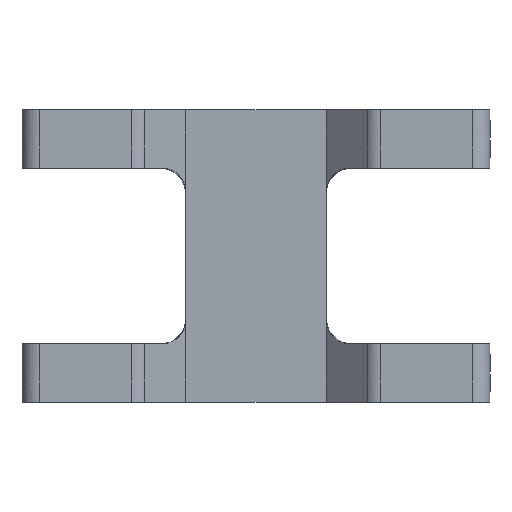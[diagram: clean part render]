
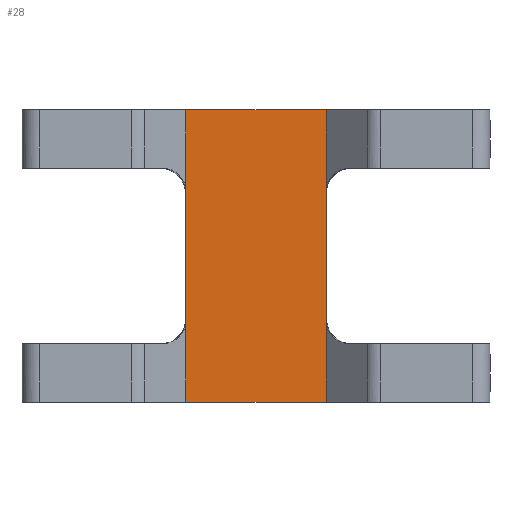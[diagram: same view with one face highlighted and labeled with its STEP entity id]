
A CAD part, top view. The second image highlights one B-rep face of the part: STEP entity #28.
In plain terms, the highlighted planar face has unit normal (0, 0, 1).
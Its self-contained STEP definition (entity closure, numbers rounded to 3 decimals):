
#28=ADVANCED_FACE('',(#110),#1162,.T.);
#110=FACE_OUTER_BOUND('',#179,.T.);
#179=EDGE_LOOP('',(#327,#328,#329,#330,#331,#332,#333,#334));
#327=ORIENTED_EDGE('',*,*,#649,.F.);
#328=ORIENTED_EDGE('',*,*,#650,.F.);
#329=ORIENTED_EDGE('',*,*,#651,.F.);
#330=ORIENTED_EDGE('',*,*,#652,.F.);
#331=ORIENTED_EDGE('',*,*,#653,.F.);
#332=ORIENTED_EDGE('',*,*,#654,.F.);
#333=ORIENTED_EDGE('',*,*,#655,.F.);
#334=ORIENTED_EDGE('',*,*,#656,.F.);
#649=EDGE_CURVE('',#1045,#1044,#932,.T.);
#650=EDGE_CURVE('',#1046,#1045,#933,.T.);
#651=EDGE_CURVE('',#1047,#1046,#934,.T.);
#652=EDGE_CURVE('',#1048,#1047,#935,.T.);
#653=EDGE_CURVE('',#1049,#1048,#936,.T.);
#654=EDGE_CURVE('',#1050,#1049,#937,.T.);
#655=EDGE_CURVE('',#1051,#1050,#938,.T.);
#656=EDGE_CURVE('',#1044,#1051,#939,.T.);
#932=B_SPLINE_CURVE_WITH_KNOTS('',1,(#1835,#1836),.UNSPECIFIED.,.F.,.F.,
(2,2),(-3.2,-0.8),.UNSPECIFIED.);
#933=B_SPLINE_CURVE_WITH_KNOTS('',1,(#1837,#1838),.UNSPECIFIED.,.F.,.F.,
(2,2),(0.35,1.75),.UNSPECIFIED.);
#934=B_SPLINE_CURVE_WITH_KNOTS('',1,(#1839,#1840),.UNSPECIFIED.,.F.,.F.,
(2,2),(-1.85,0.35),.UNSPECIFIED.);
#935=B_SPLINE_CURVE_WITH_KNOTS('',1,(#1841,#1842),.UNSPECIFIED.,.F.,.F.,
(2,2),(-3.25,-1.85),.UNSPECIFIED.);
#936=B_SPLINE_CURVE_WITH_KNOTS('',1,(#1843,#1844),.UNSPECIFIED.,.F.,.F.,
(2,2),(-3.2,-0.8),.UNSPECIFIED.);
#937=B_SPLINE_CURVE_WITH_KNOTS('',1,(#1845,#1846),.UNSPECIFIED.,.F.,.F.,
(2,2),(-1.4,0.),.UNSPECIFIED.);
#938=B_SPLINE_CURVE_WITH_KNOTS('',1,(#1847,#1848),.UNSPECIFIED.,.F.,.F.,
(2,2),(-1.85,0.35),.UNSPECIFIED.);
#939=B_SPLINE_CURVE_WITH_KNOTS('',1,(#1849,#1850),.UNSPECIFIED.,.F.,.F.,
(2,2),(-3.25,-1.85),.UNSPECIFIED.);
#1044=VERTEX_POINT('',#1666);
#1045=VERTEX_POINT('',#1667);
#1046=VERTEX_POINT('',#1668);
#1047=VERTEX_POINT('',#1669);
#1048=VERTEX_POINT('',#1670);
#1049=VERTEX_POINT('',#1671);
#1050=VERTEX_POINT('',#1672);
#1051=VERTEX_POINT('',#1673);
#1162=PLANE('',#1204);
#1204=AXIS2_PLACEMENT_3D('',#1342,#1229,$);
#1229=DIRECTION('',(0.,0.,1.));
#1342=CARTESIAN_POINT('',(-12.01,-25.01,7.));
#1666=CARTESIAN_POINT('',(-12.,-25.,7.));
#1667=CARTESIAN_POINT('',(12.,-25.,7.));
#1668=CARTESIAN_POINT('',(12.,-11.,7.));
#1669=CARTESIAN_POINT('',(12.,11.,7.));
#1670=CARTESIAN_POINT('',(12.,25.,7.));
#1671=CARTESIAN_POINT('',(-12.,25.,7.));
#1672=CARTESIAN_POINT('',(-12.,11.,7.));
#1673=CARTESIAN_POINT('',(-12.,-11.,7.));
#1835=CARTESIAN_POINT('',(12.,-25.,7.));
#1836=CARTESIAN_POINT('',(-12.,-25.,7.));
#1837=CARTESIAN_POINT('',(12.,-11.,7.));
#1838=CARTESIAN_POINT('',(12.,-25.,7.));
#1839=CARTESIAN_POINT('',(12.,11.,7.));
#1840=CARTESIAN_POINT('',(12.,-11.,7.));
#1841=CARTESIAN_POINT('',(12.,25.,7.));
#1842=CARTESIAN_POINT('',(12.,11.,7.));
#1843=CARTESIAN_POINT('',(-12.,25.,7.));
#1844=CARTESIAN_POINT('',(12.,25.,7.));
#1845=CARTESIAN_POINT('',(-12.,11.,7.));
#1846=CARTESIAN_POINT('',(-12.,25.,7.));
#1847=CARTESIAN_POINT('',(-12.,-11.,7.));
#1848=CARTESIAN_POINT('',(-12.,11.,7.));
#1849=CARTESIAN_POINT('',(-12.,-25.,7.));
#1850=CARTESIAN_POINT('',(-12.,-11.,7.));
